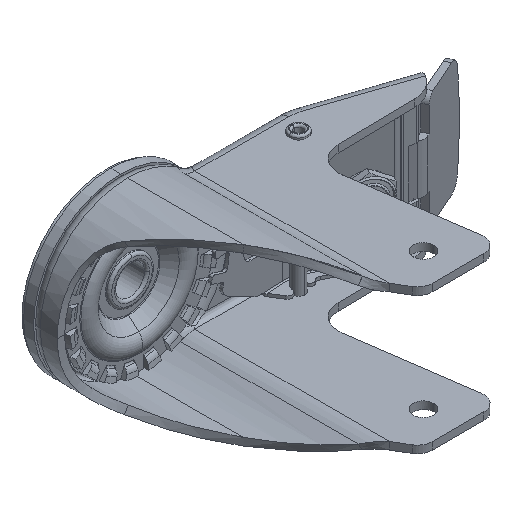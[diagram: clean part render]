
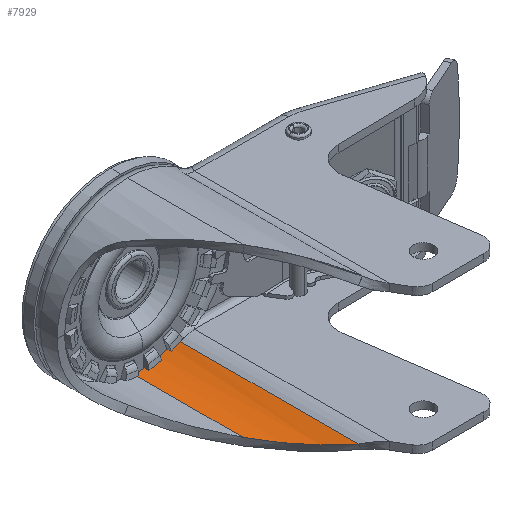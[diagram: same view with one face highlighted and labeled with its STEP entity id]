
A CAD part, isometric view. The second image highlights one B-rep face of the part: STEP entity #7929.
In plain terms, the highlighted cylindrical face has radius 32 mm (diameter 64 mm), a partial arc.
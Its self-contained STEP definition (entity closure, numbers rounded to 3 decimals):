
#16 = CARTESIAN_POINT ( 'NONE',  ( 17.02, -13.948, -27.098 ) ) ;
#297 = CARTESIAN_POINT ( 'NONE',  ( 17.821, -12.554, -26.581 ) ) ;
#498 = VECTOR ( 'NONE', #7397, 1000. ) ;
#501 = EDGE_LOOP ( 'NONE', ( #3545, #9026, #9890, #1560, #5212 ) ) ;
#926 = CYLINDRICAL_SURFACE ( 'NONE', #8409, 32. ) ;
#1057 = CARTESIAN_POINT ( 'NONE',  ( 5.492, -68.675, -31.556 ) ) ;
#1287 = DIRECTION ( 'NONE',  ( 0., 1., 0. ) ) ;
#1543 = CARTESIAN_POINT ( 'NONE',  ( 16.304, -41.029, -27.535 ) ) ;
#1560 = ORIENTED_EDGE ( 'NONE', *, *, #6052, .T. ) ;
#1689 = CARTESIAN_POINT ( 'NONE',  ( 16.463, -15.699, -27.44 ) ) ;
#1929 = CARTESIAN_POINT ( 'NONE',  ( 0., -58.613, -32. ) ) ;
#2365 = CARTESIAN_POINT ( 'NONE',  ( 0., -58.613, -32. ) ) ;
#2577 = CARTESIAN_POINT ( 'NONE',  ( 16.304, -17.3, -27.535 ) ) ;
#2596 = B_SPLINE_CURVE_WITH_KNOTS ( 'NONE', 3,
 ( #2577, #1543, #11198, #5632 ),
 .UNSPECIFIED., .F., .F.,
 ( 4, 4 ),
 ( 0., 1. ),
 .UNSPECIFIED. ) ;
#2901 = CARTESIAN_POINT ( 'NONE',  ( 16.689, -14.826, -27.304 ) ) ;
#3406 = DIRECTION ( 'NONE',  ( 0., 0., -1. ) ) ;
#3524 = CARTESIAN_POINT ( 'NONE',  ( 17.242, -13.495, -26.958 ) ) ;
#3545 = ORIENTED_EDGE ( 'NONE', *, *, #12697, .F. ) ;
#4014 = CARTESIAN_POINT ( 'NONE',  ( 16.331, -16.66, -27.519 ) ) ;
#4026 = CARTESIAN_POINT ( 'NONE',  ( 2.749, -63.65, -31.912 ) ) ;
#4298 = CARTESIAN_POINT ( 'NONE',  ( 17.549, -12.945, -26.761 ) ) ;
#4921 = CARTESIAN_POINT ( 'NONE',  ( 16.667, -14.895, -27.317 ) ) ;
#5212 = ORIENTED_EDGE ( 'NONE', *, *, #14914, .T. ) ;
#5596 = CARTESIAN_POINT ( 'NONE',  ( 14.981, -86.061, -28.319 ) ) ;
#5632 = CARTESIAN_POINT ( 'NONE',  ( 16.304, -88.487, -27.535 ) ) ;
#6052 = EDGE_CURVE ( 'NONE', #15383, #17014, #11711, .T. ) ;
#6192 = LINE ( 'NONE', #8607, #498 ) ;
#6202 = CARTESIAN_POINT ( 'NONE',  ( 16.68, -14.854, -27.309 ) ) ;
#6273 = EDGE_CURVE ( 'NONE', #15383, #12022, #2596, .T. ) ;
#6585 = CARTESIAN_POINT ( 'NONE',  ( 0., -164.24, 0. ) ) ;
#7249 = CARTESIAN_POINT ( 'NONE',  ( 16.384, -16.191, -27.487 ) ) ;
#7342 = CARTESIAN_POINT ( 'NONE',  ( 16.869, -14.301, -27.193 ) ) ;
#7397 = DIRECTION ( 'NONE',  ( 0., 1., 0. ) ) ;
#7744 = DIRECTION ( 'NONE',  ( 0., 1., 0. ) ) ;
#7929 = ADVANCED_FACE ( 'NONE', ( #13635 ), #926, .F. ) ;
#8109 = CARTESIAN_POINT ( 'NONE',  ( 10.945, -78.667, -30.106 ) ) ;
#8198 = CARTESIAN_POINT ( 'NONE',  ( 16.304, -88.487, -27.535 ) ) ;
#8375 = CARTESIAN_POINT ( 'NONE',  ( 6.862, -71.186, -31.287 ) ) ;
#8409 = AXIS2_PLACEMENT_3D ( 'NONE', #6585, #1287, #17126 ) ;
#8551 = CARTESIAN_POINT ( 'NONE',  ( 16.54, -15.358, -27.394 ) ) ;
#8607 = CARTESIAN_POINT ( 'NONE',  ( 0., -164.24, -32. ) ) ;
#8996 = CIRCLE ( 'NONE', #14017, 32. ) ;
#9026 = ORIENTED_EDGE ( 'NONE', *, *, #9186, .F. ) ;
#9186 = EDGE_CURVE ( 'NONE', #12022, #15873, #11818, .T. ) ;
#9421 = CARTESIAN_POINT ( 'NONE',  ( 13.641, -83.608, -28.984 ) ) ;
#9680 = CARTESIAN_POINT ( 'NONE',  ( 16.344, -16.515, -27.511 ) ) ;
#9890 = ORIENTED_EDGE ( 'NONE', *, *, #6273, .F. ) ;
#9961 = CARTESIAN_POINT ( 'NONE',  ( 16.778, -14.546, -27.249 ) ) ;
#10142 = CARTESIAN_POINT ( 'NONE',  ( 16.381, -16.216, -27.489 ) ) ;
#10490 = CARTESIAN_POINT ( 'NONE',  ( 16.376, -16.254, -27.492 ) ) ;
#10575 = CARTESIAN_POINT ( 'NONE',  ( 17.073, -13.833, -27.065 ) ) ;
#10618 = VERTEX_POINT ( 'NONE', #14532 ) ;
#11198 = CARTESIAN_POINT ( 'NONE',  ( 16.304, -64.758, -27.535 ) ) ;
#11274 = CARTESIAN_POINT ( 'NONE',  ( 18.118, -12.214, -26.377 ) ) ;
#11330 = CARTESIAN_POINT ( 'NONE',  ( 16.304, -17.3, -27.535 ) ) ;
#11339 = CARTESIAN_POINT ( 'NONE',  ( 16.583, -15.188, -27.368 ) ) ;
#11711 = B_SPLINE_CURVE_WITH_KNOTS ( 'NONE', 3,
 ( #13850, #16692, #13931, #4014, #9680, #12999, #10490, #10142, #7249, #14396, #14818, #1689, #8551, #11339, #15587, #4921, #6202, #2901, #15676, #9961, #7342, #16, #10575, #14209, #3524, #4298, #297, #16198 ),
 .UNSPECIFIED., .F., .F.,
 ( 4, 2, 1, 1, 1, 2, 2, 2, 1, 1, 1, 2, 2, 2, 2, 2, 4 ),
 ( 0., 0.125, 0.187, 0.219, 0.234, 0.242, 0.25, 0.375, 0.437, 0.469, 0.484, 0.492, 0.5, 0.625, 0.687, 0.75, 1. ),
 .UNSPECIFIED. ) ;
#11818 = B_SPLINE_CURVE_WITH_KNOTS ( 'NONE', 3,
 ( #8198, #5596, #9421, #8109, #18005, #8375, #1057, #4026, #14039, #2365 ),
 .UNSPECIFIED., .F., .F.,
 ( 4, 2, 2, 2, 4 ),
 ( -0.034, -0.026, -0.017, -0.009, 0. ),
 .UNSPECIFIED. ) ;
#12022 = VERTEX_POINT ( 'NONE', #16137 ) ;
#12697 = EDGE_CURVE ( 'NONE', #15873, #10618, #6192, .T. ) ;
#12999 = CARTESIAN_POINT ( 'NONE',  ( 16.365, -16.342, -27.499 ) ) ;
#13635 = FACE_OUTER_BOUND ( 'NONE', #501, .T. ) ;
#13850 = CARTESIAN_POINT ( 'NONE',  ( 16.304, -17.3, -27.535 ) ) ;
#13931 = CARTESIAN_POINT ( 'NONE',  ( 16.31, -16.944, -27.531 ) ) ;
#14017 = AXIS2_PLACEMENT_3D ( 'NONE', #15900, #7744, #3406 ) ;
#14039 = CARTESIAN_POINT ( 'NONE',  ( 1.376, -61.133, -32. ) ) ;
#14209 = CARTESIAN_POINT ( 'NONE',  ( 17.185, -13.606, -26.994 ) ) ;
#14396 = CARTESIAN_POINT ( 'NONE',  ( 16.386, -16.18, -27.486 ) ) ;
#14532 = CARTESIAN_POINT ( 'NONE',  ( 0., -12.214, -32. ) ) ;
#14818 = CARTESIAN_POINT ( 'NONE',  ( 16.421, -15.931, -27.466 ) ) ;
#14914 = EDGE_CURVE ( 'NONE', #17014, #10618, #8996, .T. ) ;
#15383 = VERTEX_POINT ( 'NONE', #11330 ) ;
#15587 = CARTESIAN_POINT ( 'NONE',  ( 16.638, -14.992, -27.335 ) ) ;
#15676 = CARTESIAN_POINT ( 'NONE',  ( 16.692, -14.814, -27.301 ) ) ;
#15873 = VERTEX_POINT ( 'NONE', #1929 ) ;
#15900 = CARTESIAN_POINT ( 'NONE',  ( 0., -12.214, 0. ) ) ;
#16137 = CARTESIAN_POINT ( 'NONE',  ( 16.304, -88.487, -27.535 ) ) ;
#16198 = CARTESIAN_POINT ( 'NONE',  ( 18.118, -12.214, -26.377 ) ) ;
#16692 = CARTESIAN_POINT ( 'NONE',  ( 16.304, -17.125, -27.535 ) ) ;
#17014 = VERTEX_POINT ( 'NONE', #11274 ) ;
#17126 = DIRECTION ( 'NONE',  ( 0., 0., -1. ) ) ;
#18005 = CARTESIAN_POINT ( 'NONE',  ( 9.589, -76.182, -30.562 ) ) ;
